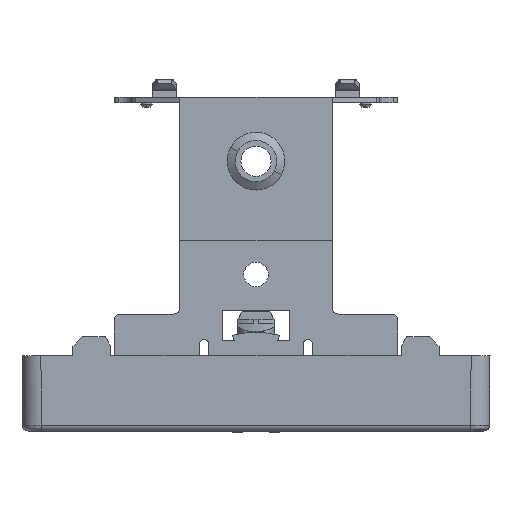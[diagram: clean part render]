
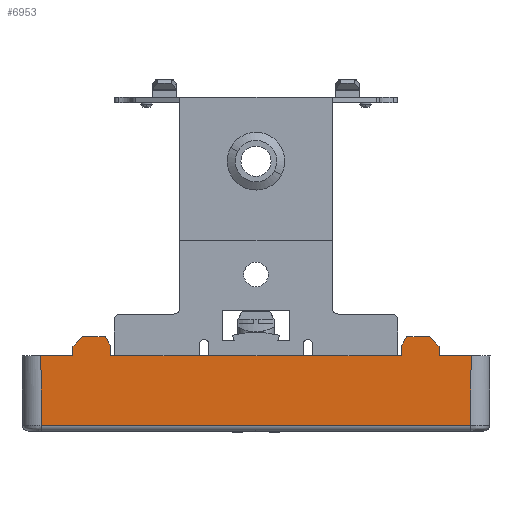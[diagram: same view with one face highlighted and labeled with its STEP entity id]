
A CAD part, left-side view. The second image highlights one B-rep face of the part: STEP entity #6953.
In plain terms, the highlighted face is planar.
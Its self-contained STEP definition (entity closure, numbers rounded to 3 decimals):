
#36=DIRECTION('',(0.,1.,0.));
#37=VECTOR('',#36,77.);
#38=CARTESIAN_POINT('',(-132.5,-38.5,-10.));
#39=LINE('',#38,#37);
#515=DIRECTION('',(0.,1.,0.));
#516=VECTOR('',#515,8.5);
#517=CARTESIAN_POINT('',(-132.5,-57.,
-10.));
#518=LINE('',#517,#516);
#799=DIRECTION('',(0.,1.,0.));
#800=VECTOR('',#799,8.5);
#801=CARTESIAN_POINT('',(-132.5,48.5,-10.));
#802=LINE('',#801,#800);
#2047=CARTESIAN_POINT('',(-132.338,56.839,8.513));
#2065=CARTESIAN_POINT('',(-132.5,57.,-10.));
#2081=DIRECTION('',(0.,-1.,0.));
#2082=VECTOR('',#2081,113.677);
#2083=CARTESIAN_POINT('',(-132.338,56.839,8.513));
#2084=LINE('',#2083,#2082);
#2103=CARTESIAN_POINT('',(-132.338,-56.839,
8.513));
#2115=DIRECTION('',(-0.006,-0.707,-0.707));
#2116=VECTOR('',#2115,3.536);
#2117=CARTESIAN_POINT('',(-132.522,48.5,-12.5));
#2118=LINE('',#2117,#2116);
#2119=DIRECTION('',(-0.009,0.009,-1.));
#2120=VECTOR('',#2119,18.514);
#2121=CARTESIAN_POINT('',(-132.338,56.839,8.513));
#2122=LINE('',#2121,#2120);
#2123=DIRECTION('',(0.009,0.009,1.));
#2124=VECTOR('',#2123,18.514);
#2125=CARTESIAN_POINT('',(-132.5,-57.,
-10.));
#2126=LINE('',#2125,#2124);
#2127=DIRECTION('',(0.006,-0.707,0.707));
#2128=VECTOR('',#2127,3.536);
#2129=CARTESIAN_POINT('',(-132.544,-46.,-15.));
#2130=LINE('',#2129,#2128);
#2135=DIRECTION('',(-0.009,0.,-1.));
#2136=VECTOR('',#2135,2.5);
#2137=CARTESIAN_POINT('',(-132.5,38.5,-10.));
#2138=LINE('',#2137,#2136);
#2151=DIRECTION('',(-0.008,0.5,-0.866));
#2152=VECTOR('',#2151,2.887);
#2153=CARTESIAN_POINT('',(-132.522,38.5,-12.5));
#2154=LINE('',#2153,#2152);
#2163=DIRECTION('',(0.,1.,0.));
#2164=VECTOR('',#2163,6.057);
#2165=CARTESIAN_POINT('',(-132.544,39.943,-15.));
#2166=LINE('',#2165,#2164);
#2175=DIRECTION('',(0.009,0.,1.));
#2176=VECTOR('',#2175,2.5);
#2177=CARTESIAN_POINT('',(-132.522,48.5,-12.5));
#2178=LINE('',#2177,#2176);
#2187=DIRECTION('',(-0.009,0.,-1.));
#2188=VECTOR('',#2187,2.5);
#2189=CARTESIAN_POINT('',(-132.5,-48.5,-10.));
#2190=LINE('',#2189,#2188);
#2264=DIRECTION('',(0.009,0.,1.));
#2265=VECTOR('',#2264,2.5);
#2266=CARTESIAN_POINT('',(-132.522,-38.5,-12.5));
#2267=LINE('',#2266,#2265);
#2268=DIRECTION('',(0.008,0.5,0.866));
#2269=VECTOR('',#2268,2.887);
#2270=CARTESIAN_POINT('',(-132.544,-39.943,-15.));
#2271=LINE('',#2270,#2269);
#2280=DIRECTION('',(0.,1.,0.));
#2281=VECTOR('',#2280,6.057);
#2282=CARTESIAN_POINT('',(-132.544,-46.,-15.));
#2283=LINE('',#2282,#2281);
#3568=VERTEX_POINT('',#2065);
#3571=VERTEX_POINT('',#2047);
#3586=VERTEX_POINT('',#2103);
#3587=CARTESIAN_POINT('',(-132.5,-57.,
-10.));
#3588=VERTEX_POINT('',#3587);
#3708=CARTESIAN_POINT('',(-132.5,-38.5,-10.));
#3709=VERTEX_POINT('',#3708);
#3710=CARTESIAN_POINT('',(-132.522,-38.5,-12.5));
#3711=VERTEX_POINT('',#3710);
#3712=CARTESIAN_POINT('',(-132.544,-39.943,-15.));
#3713=VERTEX_POINT('',#3712);
#3714=CARTESIAN_POINT('',(-132.544,-46.,-15.));
#3715=VERTEX_POINT('',#3714);
#3716=CARTESIAN_POINT('',(-132.522,-48.5,-12.5));
#3717=VERTEX_POINT('',#3716);
#3718=CARTESIAN_POINT('',(-132.5,-48.5,-10.));
#3719=VERTEX_POINT('',#3718);
#3720=CARTESIAN_POINT('',(-132.5,38.5,-10.));
#3721=VERTEX_POINT('',#3720);
#3722=CARTESIAN_POINT('',(-132.522,38.5,-12.5));
#3723=VERTEX_POINT('',#3722);
#3724=CARTESIAN_POINT('',(-132.544,39.943,-15.));
#3725=VERTEX_POINT('',#3724);
#3726=CARTESIAN_POINT('',(-132.544,46.,-15.));
#3727=VERTEX_POINT('',#3726);
#3728=CARTESIAN_POINT('',(-132.5,48.5,-10.));
#3729=VERTEX_POINT('',#3728);
#3730=CARTESIAN_POINT('',(-132.522,48.5,-12.5));
#3731=VERTEX_POINT('',#3730);
#6920=CARTESIAN_POINT('',(-132.5,62.,-10.));
#6921=DIRECTION('',(1.,0.,-0.009));
#6922=DIRECTION('',(0.,-1.,0.));
#6923=AXIS2_PLACEMENT_3D('',#6920,#6921,#6922);
#6924=PLANE('',#6923);
#6925=ORIENTED_EDGE('',*,*,#4372,.T.);
#6927=ORIENTED_EDGE('',*,*,#6926,.T.);
#6929=ORIENTED_EDGE('',*,*,#6928,.T.);
#6931=ORIENTED_EDGE('',*,*,#6930,.T.);
#6933=ORIENTED_EDGE('',*,*,#6932,.F.);
#6935=ORIENTED_EDGE('',*,*,#6934,.T.);
#6936=ORIENTED_EDGE('',*,*,#5277,.T.);
#6937=ORIENTED_EDGE('',*,*,#6742,.F.);
#6938=ORIENTED_EDGE('',*,*,#6829,.T.);
#6939=ORIENTED_EDGE('',*,*,#6915,.F.);
#6940=ORIENTED_EDGE('',*,*,#4873,.T.);
#6942=ORIENTED_EDGE('',*,*,#6941,.T.);
#6944=ORIENTED_EDGE('',*,*,#6943,.F.);
#6946=ORIENTED_EDGE('',*,*,#6945,.T.);
#6948=ORIENTED_EDGE('',*,*,#6947,.T.);
#6950=ORIENTED_EDGE('',*,*,#6949,.T.);
#6951=EDGE_LOOP('',(#6925,#6927,#6929,#6931,#6933,#6935,#6936,#6937,#6938,#6939,
#6940,#6942,#6944,#6946,#6948,#6950));
#6952=FACE_OUTER_BOUND('',#6951,.F.);
#6953=ADVANCED_FACE('',(#6952),#6924,.F.);
#4372=EDGE_CURVE('',#3709,#3721,#39,.T.);
#4873=EDGE_CURVE('',#3588,#3719,#518,.T.);
#5277=EDGE_CURVE('',#3729,#3568,#802,.T.);
#6742=EDGE_CURVE('',#3571,#3568,#2122,.T.);
#6829=EDGE_CURVE('',#3571,#3586,#2084,.T.);
#6915=EDGE_CURVE('',#3588,#3586,#2126,.T.);
#6926=EDGE_CURVE('',#3721,#3723,#2138,.T.);
#6928=EDGE_CURVE('',#3723,#3725,#2154,.T.);
#6930=EDGE_CURVE('',#3725,#3727,#2166,.T.);
#6932=EDGE_CURVE('',#3731,#3727,#2118,.T.);
#6934=EDGE_CURVE('',#3731,#3729,#2178,.T.);
#6941=EDGE_CURVE('',#3719,#3717,#2190,.T.);
#6943=EDGE_CURVE('',#3715,#3717,#2130,.T.);
#6945=EDGE_CURVE('',#3715,#3713,#2283,.T.);
#6947=EDGE_CURVE('',#3713,#3711,#2271,.T.);
#6949=EDGE_CURVE('',#3711,#3709,#2267,.T.);
